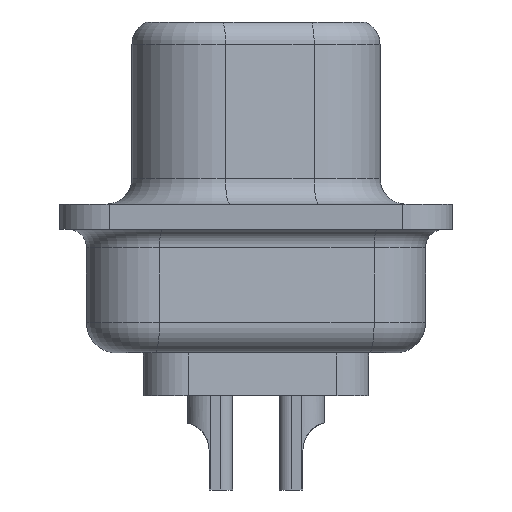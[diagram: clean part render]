
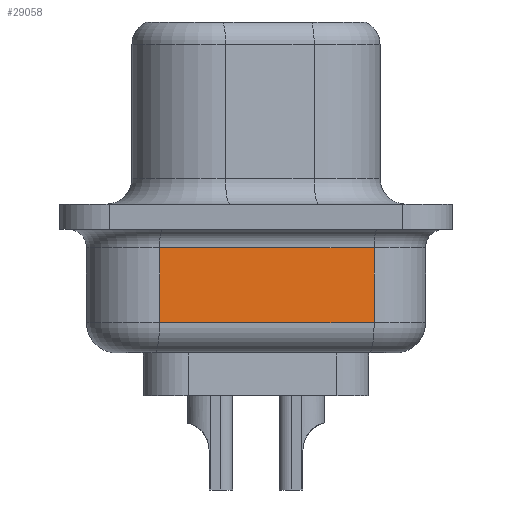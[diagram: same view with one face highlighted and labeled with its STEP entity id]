
A CAD part, left-side view. The second image highlights one B-rep face of the part: STEP entity #29058.
In plain terms, the highlighted planar face has unit normal (-0.985, -0.174, 0).
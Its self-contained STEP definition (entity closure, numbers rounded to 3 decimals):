
#10472=DIRECTION('',(0.,0.,-1.));
#10473=VECTOR('',#10472,2.388);
#10474=CARTESIAN_POINT('',(-20.597,3.072,-7.184));
#10475=LINE('',#10474,#10473);
#10486=DIRECTION('',(-0.174,0.985,0.));
#10487=VECTOR('',#10486,6.938);
#10488=CARTESIAN_POINT('',(-19.392,-3.761,-9.572));
#10489=LINE('',#10488,#10487);
#10490=DIRECTION('',(-0.174,0.985,0.));
#10491=VECTOR('',#10490,6.938);
#10492=CARTESIAN_POINT('',(-19.392,-3.761,-7.184));
#10493=LINE('',#10492,#10491);
#10494=DIRECTION('',(0.,0.,-1.));
#10495=VECTOR('',#10494,2.388);
#10496=CARTESIAN_POINT('',(-19.392,-3.761,-7.184));
#10497=LINE('',#10496,#10495);
#16253=CARTESIAN_POINT('',(-19.392,-3.761,-7.184));
#16254=VERTEX_POINT('',#16253);
#16257=CARTESIAN_POINT('',(-20.597,3.072,-7.184));
#16258=VERTEX_POINT('',#16257);
#16281=CARTESIAN_POINT('',(-19.392,-3.761,-9.572));
#16282=VERTEX_POINT('',#16281);
#16285=CARTESIAN_POINT('',(-20.597,3.072,-9.572));
#16286=VERTEX_POINT('',#16285);
#29046=CARTESIAN_POINT('',(-19.392,-3.761,-6.6));
#29047=DIRECTION('',(-0.985,-0.174,0.));
#29048=DIRECTION('',(-0.174,0.985,0.));
#29049=AXIS2_PLACEMENT_3D('',#29046,#29047,#29048);
#29050=PLANE('',#29049);
#29051=ORIENTED_EDGE('',*,*,#29039,.T.);
#29052=ORIENTED_EDGE('',*,*,#29014,.F.);
#29053=ORIENTED_EDGE('',*,*,#18254,.F.);
#29055=ORIENTED_EDGE('',*,*,#29054,.T.);
#29056=EDGE_LOOP('',(#29051,#29052,#29053,#29055));
#29057=FACE_OUTER_BOUND('',#29056,.F.);
#29058=ADVANCED_FACE('',(#29057),#29050,.T.);
#18254=EDGE_CURVE('',#16254,#16258,#10493,.T.);
#29014=EDGE_CURVE('',#16258,#16286,#10475,.T.);
#29039=EDGE_CURVE('',#16282,#16286,#10489,.T.);
#29054=EDGE_CURVE('',#16254,#16282,#10497,.T.);
